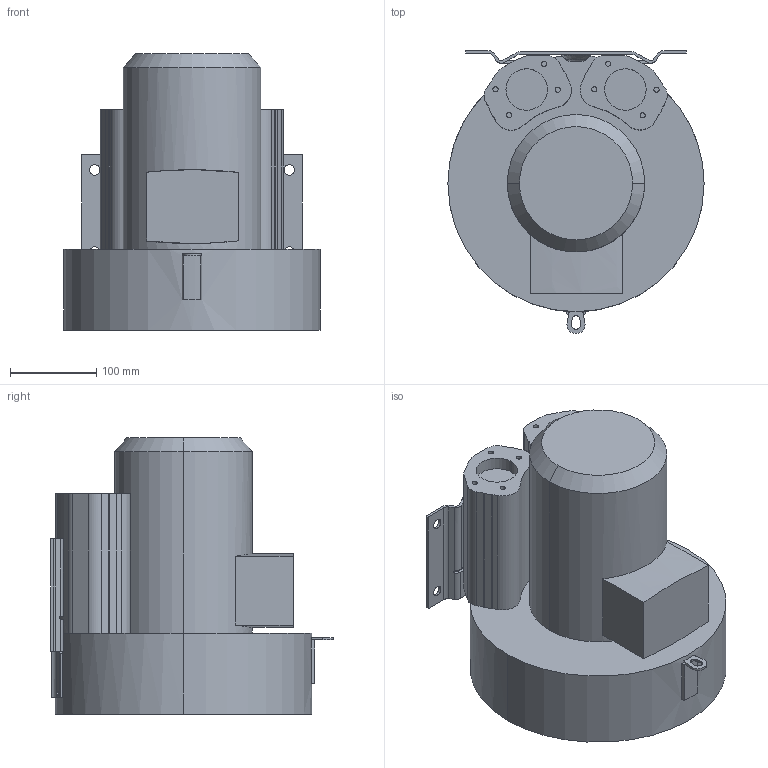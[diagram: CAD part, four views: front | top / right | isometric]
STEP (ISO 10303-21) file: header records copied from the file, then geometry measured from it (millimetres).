
FILE_DESCRIPTION((''),'2;1');
FILE_NAME('2RB430-1AQ16-JT','2026-02-07T',('Administrator'),(''),'PRO/ENGINEER BY PARAMETRIC TECHNOLOGY CORPORATION, 2007090','PRO/ENGINEER BY PARAMETRIC TECHNOLOGY CORPORATION, 2007090','');
FILE_SCHEMA(('AUTOMOTIVE_DESIGN_CC2 { 1 2 10303 214 -1 1 5 2 }'));
Length unit declared in the file: millimetre
Products named in the file (1): 2RB430-1AQ16-JT
Bounding box: 296.4 x 327.21 x 319.8 mm (x, y, z)
Volume: 13370020.9 mm3; surface area: 543829.8 mm2
Topology: 1 solids, 1 shells, 248 faces, 710 edges, 474 vertices
Faces by surface type: cylinder 119, plane 99, extrusion 14, bspline 10, cone 6
Entity records: 9538 total; most frequent: CARTESIAN_POINT 2860, ORIENTED_EDGE 1420, DIRECTION 1388, EDGE_CURVE 710, AXIS2_PLACEMENT_3D 512, VERTEX_POINT 474, VECTOR 364, LINE 350
